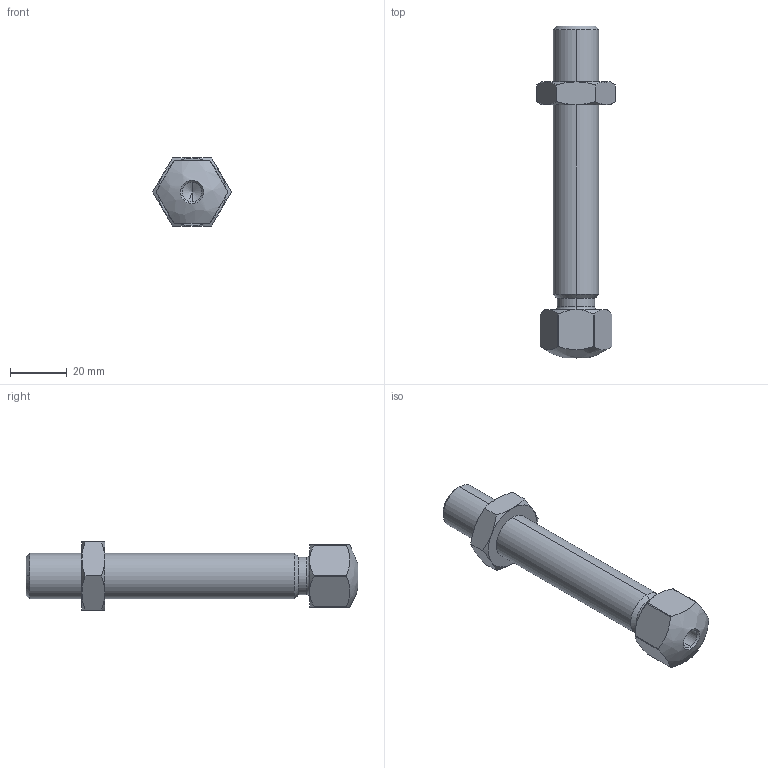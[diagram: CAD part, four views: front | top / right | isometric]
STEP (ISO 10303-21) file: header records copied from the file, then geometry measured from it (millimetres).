
FILE_DESCRIPTION (( 'STEP AP214' ), '1' );
FILE_NAME ('203600655.STEP', '2014-02-17T15:24:40', ( '' ), ( '' ), 'SwSTEP 2.0', 'SolidWorks 2014', '' );
FILE_SCHEMA (( 'AUTOMOTIVE_DESIGN' ));
Length unit declared in the file: millimetre
Products named in the file (1): 203600655
Bounding box: 27.71 x 116.98 x 24 mm (x, y, z)
Volume: 28519.8 mm3; surface area: 8790.8 mm2
Topology: 2 solids, 2 shells, 70 faces, 163 edges, 97 vertices
Faces by surface type: cone 35, cylinder 16, plane 16, bspline 3
Entity records: 3161 total; most frequent: CARTESIAN_POINT 810, ORIENTED_EDGE 322, DIRECTION 319, EDGE_CURVE 161, AXIS2_PLACEMENT_3D 134, VERTEX_POINT 97, UNCERTAINTY_MEASURE_WITH_UNIT 74, EDGE_LOOP 74
